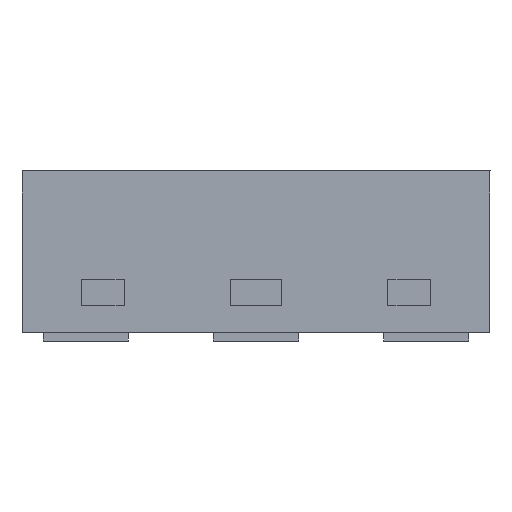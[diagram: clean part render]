
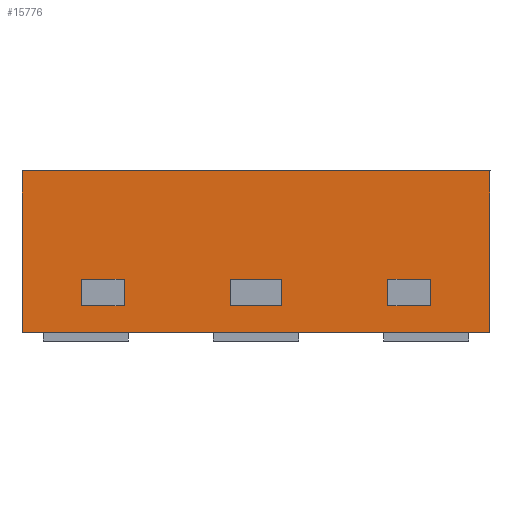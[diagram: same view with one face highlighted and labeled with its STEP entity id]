
A CAD part, left-side view. The second image highlights one B-rep face of the part: STEP entity #15776.
In plain terms, the highlighted planar face has unit normal (-1, 0, 0).
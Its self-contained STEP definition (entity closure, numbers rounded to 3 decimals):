
#5 = VECTOR ( 'NONE', #13164, 1000. ) ;
#122 = PLANE ( 'NONE',  #5178 ) ;
#179 = LINE ( 'NONE', #13547, #3472 ) ;
#184 = DIRECTION ( 'NONE',  ( 0., 0., 1. ) ) ;
#214 = LINE ( 'NONE', #9004, #14617 ) ;
#376 = DIRECTION ( 'NONE',  ( 0., 0., -1. ) ) ;
#573 = CARTESIAN_POINT ( 'NONE',  ( -0.55, -0.06, 0. ) ) ;
#654 = ORIENTED_EDGE ( 'NONE', *, *, #3917, .T. ) ;
#828 = CARTESIAN_POINT ( 'NONE',  ( -0.55, -0.31, 0.125 ) ) ;
#893 = VECTOR ( 'NONE', #7068, 1000. ) ;
#973 = DIRECTION ( 'NONE',  ( 0., 1., 0. ) ) ;
#1004 = CARTESIAN_POINT ( 'NONE',  ( -0.55, 0.55, 0.063 ) ) ;
#1171 = VERTEX_POINT ( 'NONE', #7902 ) ;
#1302 = VECTOR ( 'NONE', #376, 1000. ) ;
#1423 = VERTEX_POINT ( 'NONE', #10052 ) ;
#1697 = EDGE_CURVE ( 'NONE', #6235, #4218, #17654, .T. ) ;
#1825 = LINE ( 'NONE', #4343, #12968 ) ;
#1870 = VERTEX_POINT ( 'NONE', #6010 ) ;
#1892 = CARTESIAN_POINT ( 'NONE',  ( -0.55, -0.55, 0. ) ) ;
#1955 = CARTESIAN_POINT ( 'NONE',  ( -0.55, 0.55, 0.063 ) ) ;
#2263 = DIRECTION ( 'NONE',  ( 0., 0., 1. ) ) ;
#2357 = EDGE_CURVE ( 'NONE', #12917, #5170, #14729, .T. ) ;
#2358 = VERTEX_POINT ( 'NONE', #14766 ) ;
#2425 = ORIENTED_EDGE ( 'NONE', *, *, #2357, .T. ) ;
#2516 = EDGE_CURVE ( 'NONE', #4988, #6235, #12768, .T. ) ;
#3234 = VECTOR ( 'NONE', #6239, 1000. ) ;
#3258 = CARTESIAN_POINT ( 'NONE',  ( -0.55, 0.41, 0.125 ) ) ;
#3472 = VECTOR ( 'NONE', #973, 1000. ) ;
#3695 = VECTOR ( 'NONE', #4770, 1000. ) ;
#3781 = ORIENTED_EDGE ( 'NONE', *, *, #4266, .T. ) ;
#3917 = EDGE_CURVE ( 'NONE', #8844, #8261, #11173, .T. ) ;
#4032 = DIRECTION ( 'NONE',  ( 0., -1., 0. ) ) ;
#4218 = VERTEX_POINT ( 'NONE', #14716 ) ;
#4266 = EDGE_CURVE ( 'NONE', #11452, #1171, #17315, .T. ) ;
#4288 = FACE_BOUND ( 'NONE', #10965, .T. ) ;
#4343 = CARTESIAN_POINT ( 'NONE',  ( -0.55, -0.31, 0. ) ) ;
#4396 = VECTOR ( 'NONE', #14184, 1000. ) ;
#4426 = EDGE_CURVE ( 'NONE', #7579, #11452, #11625, .T. ) ;
#4494 = EDGE_CURVE ( 'NONE', #14438, #5170, #11830, .T. ) ;
#4557 = CARTESIAN_POINT ( 'NONE',  ( -0.55, 0.31, 0.125 ) ) ;
#4759 = VECTOR ( 'NONE', #9069, 1000. ) ;
#4770 = DIRECTION ( 'NONE',  ( 0., 1., 0. ) ) ;
#4988 = VERTEX_POINT ( 'NONE', #828 ) ;
#5099 = EDGE_CURVE ( 'NONE', #13075, #7579, #16593, .T. ) ;
#5134 = EDGE_CURVE ( 'NONE', #4218, #1870, #14807, .T. ) ;
#5152 = ORIENTED_EDGE ( 'NONE', *, *, #4494, .F. ) ;
#5164 = VECTOR ( 'NONE', #12215, 1000. ) ;
#5170 = VERTEX_POINT ( 'NONE', #1892 ) ;
#5178 = AXIS2_PLACEMENT_3D ( 'NONE', #16931, #8548, #184 ) ;
#5196 = LINE ( 'NONE', #11865, #4759 ) ;
#5493 = EDGE_CURVE ( 'NONE', #8261, #8028, #179, .T. ) ;
#5732 = EDGE_CURVE ( 'NONE', #2358, #8844, #5196, .T. ) ;
#5891 = VECTOR ( 'NONE', #2263, 1000. ) ;
#6010 = CARTESIAN_POINT ( 'NONE',  ( -0.55, -0.31, 0.063 ) ) ;
#6235 = VERTEX_POINT ( 'NONE', #13897 ) ;
#6239 = DIRECTION ( 'NONE',  ( 0., 0., -1. ) ) ;
#6309 = EDGE_LOOP ( 'NONE', ( #15326, #7800, #17741, #13929 ) ) ;
#6699 = EDGE_CURVE ( 'NONE', #1423, #14438, #12161, .T. ) ;
#7068 = DIRECTION ( 'NONE',  ( 0., -1., 0. ) ) ;
#7132 = CARTESIAN_POINT ( 'NONE',  ( -0.55, -0.55, 0.38 ) ) ;
#7308 = VECTOR ( 'NONE', #4032, 1000. ) ;
#7343 = CARTESIAN_POINT ( 'NONE',  ( -0.55, 0.55, 0. ) ) ;
#7579 = VERTEX_POINT ( 'NONE', #3258 ) ;
#7800 = ORIENTED_EDGE ( 'NONE', *, *, #5134, .T. ) ;
#7894 = CARTESIAN_POINT ( 'NONE',  ( -0.55, -0.06, 0.125 ) ) ;
#7900 = CARTESIAN_POINT ( 'NONE',  ( -0.55, 0.41, 0.063 ) ) ;
#7902 = CARTESIAN_POINT ( 'NONE',  ( -0.55, 0.31, 0.063 ) ) ;
#7920 = DIRECTION ( 'NONE',  ( 0., 1., 0. ) ) ;
#7992 = FACE_OUTER_BOUND ( 'NONE', #9360, .T. ) ;
#8028 = VERTEX_POINT ( 'NONE', #11363 ) ;
#8261 = VERTEX_POINT ( 'NONE', #13479 ) ;
#8349 = VECTOR ( 'NONE', #7920, 1000. ) ;
#8548 = DIRECTION ( 'NONE',  ( -1., 0., 0. ) ) ;
#8844 = VERTEX_POINT ( 'NONE', #7894 ) ;
#8882 = FACE_BOUND ( 'NONE', #6309, .T. ) ;
#9004 = CARTESIAN_POINT ( 'NONE',  ( -0.55, 0.06, 0. ) ) ;
#9060 = VECTOR ( 'NONE', #13482, 1000. ) ;
#9069 = DIRECTION ( 'NONE',  ( 0., -1., 0. ) ) ;
#9089 = ORIENTED_EDGE ( 'NONE', *, *, #17125, .T. ) ;
#9360 = EDGE_LOOP ( 'NONE', ( #5152, #16212, #11489, #2425 ) ) ;
#10052 = CARTESIAN_POINT ( 'NONE',  ( -0.55, 0.55, 0.38 ) ) ;
#10418 = DIRECTION ( 'NONE',  ( 0., 0., -1. ) ) ;
#10633 = CARTESIAN_POINT ( 'NONE',  ( -0.55, 0.55, 0.125 ) ) ;
#10669 = ORIENTED_EDGE ( 'NONE', *, *, #4426, .T. ) ;
#10748 = EDGE_CURVE ( 'NONE', #1870, #4988, #1825, .T. ) ;
#10965 = EDGE_LOOP ( 'NONE', ( #654, #17925, #9089, #15674 ) ) ;
#11099 = EDGE_CURVE ( 'NONE', #1171, #13075, #12061, .T. ) ;
#11101 = CARTESIAN_POINT ( 'NONE',  ( -0.55, 0.55, 0.38 ) ) ;
#11173 = LINE ( 'NONE', #573, #5 ) ;
#11363 = CARTESIAN_POINT ( 'NONE',  ( -0.55, 0.06, 0.062 ) ) ;
#11452 = VERTEX_POINT ( 'NONE', #4557 ) ;
#11489 = ORIENTED_EDGE ( 'NONE', *, *, #17044, .T. ) ;
#11625 = LINE ( 'NONE', #10633, #893 ) ;
#11830 = LINE ( 'NONE', #13833, #4396 ) ;
#11865 = CARTESIAN_POINT ( 'NONE',  ( -0.55, 0.55, 0.125 ) ) ;
#11979 = CARTESIAN_POINT ( 'NONE',  ( -0.55, -0.41, 0. ) ) ;
#12061 = LINE ( 'NONE', #1004, #8349 ) ;
#12161 = LINE ( 'NONE', #11101, #5164 ) ;
#12215 = DIRECTION ( 'NONE',  ( 0., -1., 0. ) ) ;
#12489 = CARTESIAN_POINT ( 'NONE',  ( -0.55, 0.55, 0. ) ) ;
#12768 = LINE ( 'NONE', #16682, #9060 ) ;
#12917 = VERTEX_POINT ( 'NONE', #12489 ) ;
#12968 = VECTOR ( 'NONE', #14100, 1000. ) ;
#13075 = VERTEX_POINT ( 'NONE', #7900 ) ;
#13164 = DIRECTION ( 'NONE',  ( 0., 0., -1. ) ) ;
#13398 = ORIENTED_EDGE ( 'NONE', *, *, #11099, .T. ) ;
#13479 = CARTESIAN_POINT ( 'NONE',  ( -0.55, -0.06, 0.062 ) ) ;
#13482 = DIRECTION ( 'NONE',  ( 0., -1., 0. ) ) ;
#13547 = CARTESIAN_POINT ( 'NONE',  ( -0.55, 0.55, 0.062 ) ) ;
#13833 = CARTESIAN_POINT ( 'NONE',  ( -0.55, -0.55, 0. ) ) ;
#13897 = CARTESIAN_POINT ( 'NONE',  ( -0.55, -0.41, 0.125 ) ) ;
#13929 = ORIENTED_EDGE ( 'NONE', *, *, #2516, .T. ) ;
#14014 = CARTESIAN_POINT ( 'NONE',  ( -0.55, 0.31, 0. ) ) ;
#14100 = DIRECTION ( 'NONE',  ( 0., 0., 1. ) ) ;
#14184 = DIRECTION ( 'NONE',  ( 0., 0., -1. ) ) ;
#14438 = VERTEX_POINT ( 'NONE', #7132 ) ;
#14572 = CARTESIAN_POINT ( 'NONE',  ( -0.55, 0.41, 0. ) ) ;
#14617 = VECTOR ( 'NONE', #17412, 1000. ) ;
#14716 = CARTESIAN_POINT ( 'NONE',  ( -0.55, -0.41, 0.063 ) ) ;
#14729 = LINE ( 'NONE', #17779, #7308 ) ;
#14766 = CARTESIAN_POINT ( 'NONE',  ( -0.55, 0.06, 0.125 ) ) ;
#14807 = LINE ( 'NONE', #1955, #3695 ) ;
#15326 = ORIENTED_EDGE ( 'NONE', *, *, #1697, .T. ) ;
#15438 = FACE_BOUND ( 'NONE', #17291, .T. ) ;
#15674 = ORIENTED_EDGE ( 'NONE', *, *, #5732, .T. ) ;
#15776 = ADVANCED_FACE ( 'NONE', ( #4288, #15438, #8882, #7992 ), #122, .T. ) ;
#16188 = LINE ( 'NONE', #7343, #1302 ) ;
#16212 = ORIENTED_EDGE ( 'NONE', *, *, #6699, .F. ) ;
#16451 = VECTOR ( 'NONE', #10418, 1000. ) ;
#16593 = LINE ( 'NONE', #14572, #5891 ) ;
#16620 = ORIENTED_EDGE ( 'NONE', *, *, #5099, .T. ) ;
#16682 = CARTESIAN_POINT ( 'NONE',  ( -0.55, 0.55, 0.125 ) ) ;
#16931 = CARTESIAN_POINT ( 'NONE',  ( -0.55, 0.55, 0. ) ) ;
#17044 = EDGE_CURVE ( 'NONE', #1423, #12917, #16188, .T. ) ;
#17125 = EDGE_CURVE ( 'NONE', #8028, #2358, #214, .T. ) ;
#17291 = EDGE_LOOP ( 'NONE', ( #10669, #3781, #13398, #16620 ) ) ;
#17315 = LINE ( 'NONE', #14014, #16451 ) ;
#17412 = DIRECTION ( 'NONE',  ( 0., 0., 1. ) ) ;
#17654 = LINE ( 'NONE', #11979, #3234 ) ;
#17741 = ORIENTED_EDGE ( 'NONE', *, *, #10748, .T. ) ;
#17779 = CARTESIAN_POINT ( 'NONE',  ( -0.55, 0.55, 0. ) ) ;
#17925 = ORIENTED_EDGE ( 'NONE', *, *, #5493, .T. ) ;
